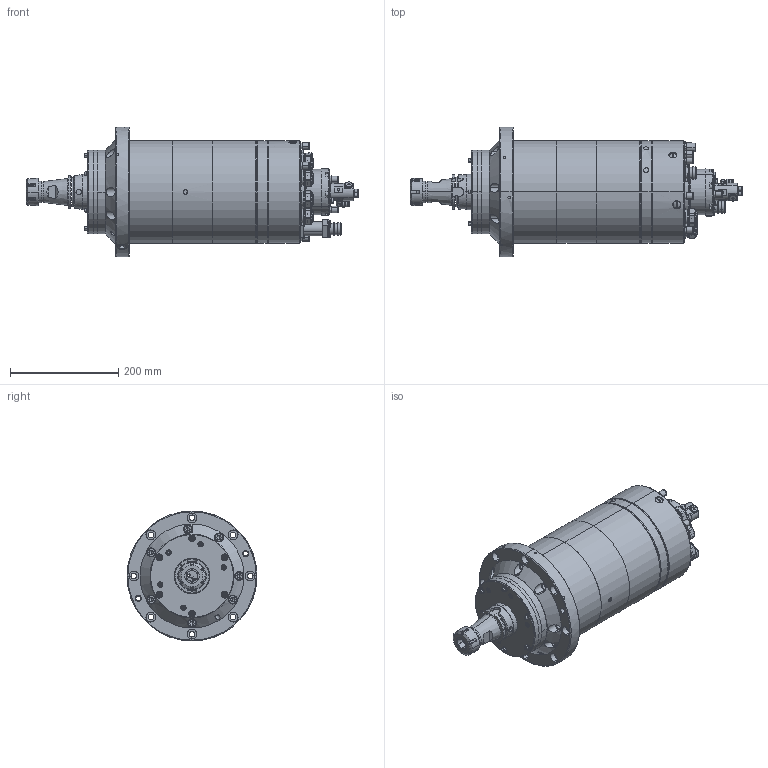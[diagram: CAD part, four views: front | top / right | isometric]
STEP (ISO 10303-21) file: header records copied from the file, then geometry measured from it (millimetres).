
FILE_DESCRIPTION (( 'STEP AP203' ), '1' );
FILE_NAME ('190A24FHKW-00-.STEP', '2016-04-12T07:52:47', ( '' ), ( '' ), 'SwSTEP 2.0', 'SolidWorks 2014', '' );
FILE_SCHEMA (( 'CONFIG_CONTROL_DESIGN' ));
Length unit declared in the file: millimetre
Products named in the file (1): 190A24FHKW-00-
Bounding box: 613.36 x 240 x 240 mm (x, y, z)
Surface area: 489896 mm2 (no closed solid volume)
Topology: 0 solids, 177 shells, 1776 faces, 5395 edges, 3785 vertices
Faces by surface type: cylinder 726, plane 723, cone 178, torus 116, sphere 21, bspline 12
Entity records: 64938 total; most frequent: CARTESIAN_POINT 15660, DIRECTION 11132, ORIENTED_EDGE 8672, EDGE_CURVE 5317, AXIS2_PLACEMENT_3D 4350, VERTEX_POINT 3767, CIRCLE 2585, VECTOR 2432
